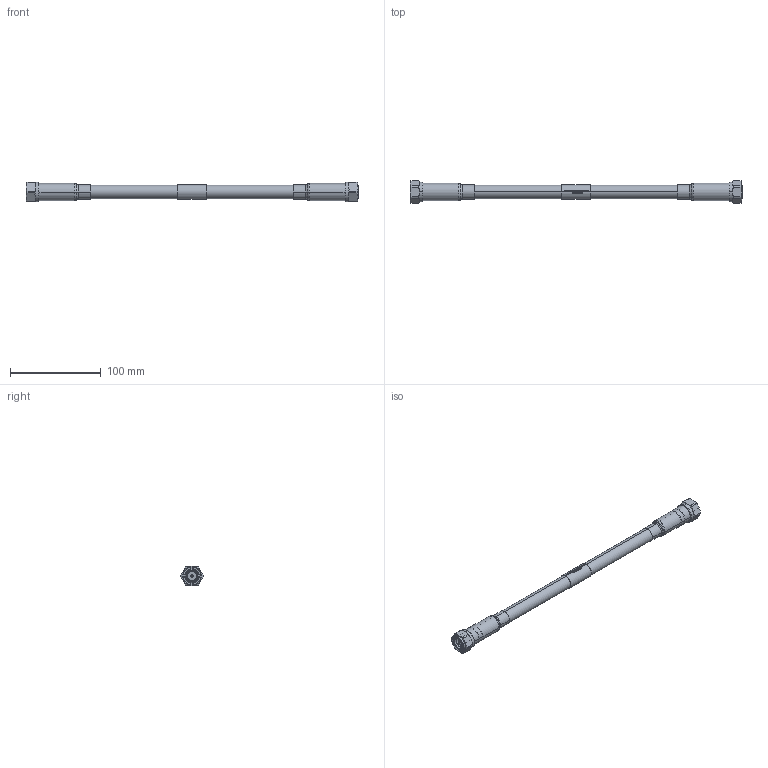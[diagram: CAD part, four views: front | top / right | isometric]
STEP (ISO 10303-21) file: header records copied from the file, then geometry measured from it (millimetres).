
FILE_DESCRIPTION (( 'STEP AP214' ), '1' );
FILE_NAME ('FMCA100178_3D.step', '2024-08-20T17:01:01', ( '' ), ( '' ), 'SwSTEP 2.0', 'SolidWorks 2022', '' );
FILE_SCHEMA (( 'AUTOMOTIVE_DESIGN' ));
Length unit declared in the file: inch
Products named in the file (9): TCOM-195-240-400-600 for cable assy^FMCA100178_TCOM-600; Copy of TC-600-4310M-X_ferrule^TC-600-4310M-X_FMCA100178; Copy of TC-600-4310M-X_body^TC-600-4310M-X_FMCA100178; HeatShrink^FMCA100178; Copy of TC-600-4310M-X_c-contact^TC-600-4310M-X_FMCA100178; TC-600-4310M-X^FMCA100178; FMCA100178_3D; FM Cable Assy Label^FMCA100178_D_590; Copy of TC-600-4310M-X_insulator-disk^TC-600-4310M-X_FMCA100178
Assembly tree (10 placements, depth 3):
  FMCA100178_3D
    TCOM-195-240-400-600 for cable assy^FMCA100178_TCOM-600
    FM Cable Assy Label^FMCA100178_D_590
    TC-600-4310M-X^FMCA100178  x2
      Copy of TC-600-4310M-X_body^TC-600-4310M-X_FMCA100178
      Copy of TC-600-4310M-X_c-contact^TC-600-4310M-X_FMCA100178
      Copy of TC-600-4310M-X_insulator-disk^TC-600-4310M-X_FMCA100178
      Copy of TC-600-4310M-X_ferrule^TC-600-4310M-X_FMCA100178
    HeatShrink^FMCA100178  x2
Bounding box: 365.89 x 24.5 x 22 mm (x, y, z)
Volume: 102697.2 mm3; surface area: 44778.9 mm2
Topology: 12 solids, 12 shells, 1318 faces, 3338 edges, 2158 vertices
Faces by surface type: plane 788, cylinder 182, bspline 164, cone 156, torus 28
Entity records: 41110 total; most frequent: CARTESIAN_POINT 15179, ORIENTED_EDGE 5896, DIRECTION 4454, EDGE_CURVE 2948, VERTEX_POINT 1933, LINE 1746, VECTOR 1746, AXIS2_PLACEMENT_3D 1354
